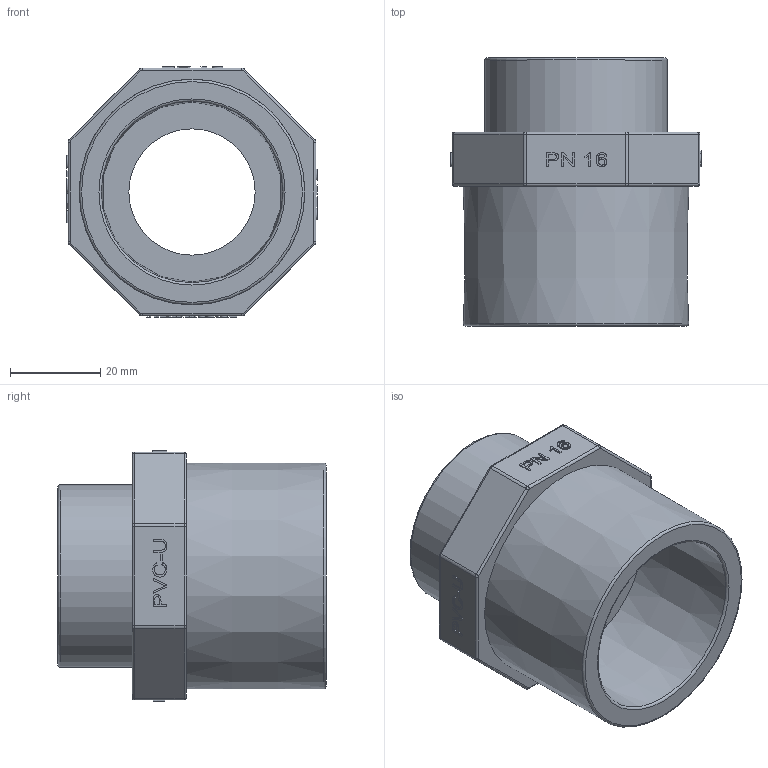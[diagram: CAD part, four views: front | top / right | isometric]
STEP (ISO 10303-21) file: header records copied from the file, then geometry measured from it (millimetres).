
FILE_DESCRIPTION(/* description */ (''),/* implementation_level */ '2;1');
FILE_NAME(/* name */ 'Z1E040032.stp',/* time_stamp */ '2025-07-24T10:43:40+08:00',/* author */ (''),/* organization */ (''),/* preprocessor_version */ 'ST-DEVELOPER v16.7',/* originating_system */ 'SIEMENS PLM Software NX 12.0',/* authorisation */ '');
FILE_SCHEMA (('AUTOMOTIVE_DESIGN { 1 0 10303 214 3 1 1 1 }'));
Length unit declared in the file: millimetre
Products named in the file (1): Admi07D8A7E3vmw7
Bounding box: 55.5 x 59.5 x 55.5 mm (x, y, z)
Volume: 54322.5 mm3; surface area: 20738.7 mm2
Topology: 1 solids, 1 shells, 289 faces, 711 edges, 462 vertices
Faces by surface type: plane 177, extrusion 45, cylinder 43, bspline 18, torus 4, cone 2
Full cylindrical faces by diameter (mm): 1.7 x1, 2.3 x1, 28 x1, 33.249 x8, 36 x1, 40.5 x1
Entity records: 11627 total; most frequent: CARTESIAN_POINT 5685, ORIENTED_EDGE 1348, DIRECTION 908, EDGE_CURVE 674, VERTEX_POINT 445, B_SPLINE_CURVE_WITH_KNOTS 391, EDGE_LOOP 333, AXIS2_PLACEMENT_3D 315
